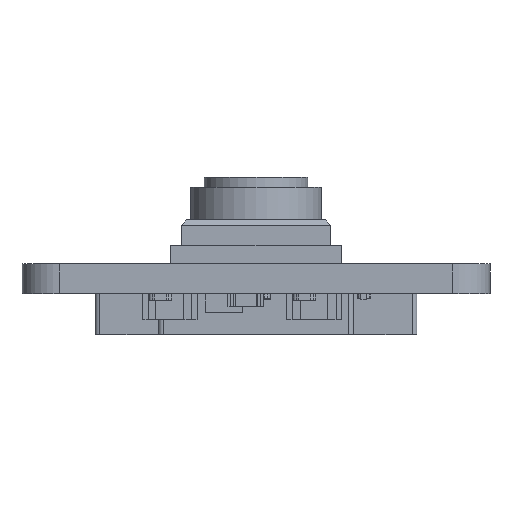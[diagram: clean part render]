
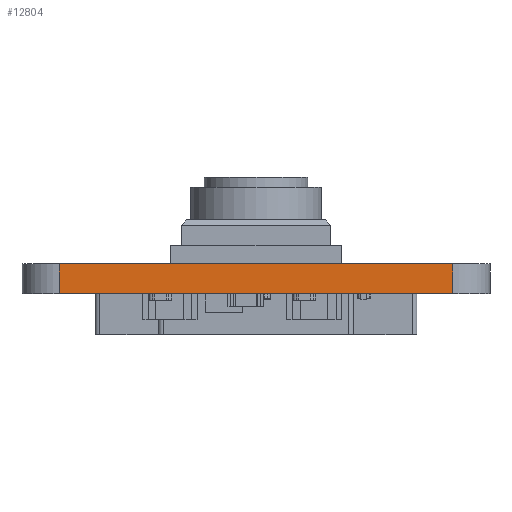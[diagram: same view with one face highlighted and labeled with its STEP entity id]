
A CAD part, front view. The second image highlights one B-rep face of the part: STEP entity #12804.
In plain terms, the highlighted planar face has unit normal (0, -1, 0).
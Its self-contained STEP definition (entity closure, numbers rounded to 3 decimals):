
#12633 = PLANE('',#12634);
#12634 = AXIS2_PLACEMENT_3D('',#12635,#12636,#12637);
#12635 = CARTESIAN_POINT('',(2.,2.,0.));
#12636 = DIRECTION('',(0.,0.,1.));
#12637 = DIRECTION('',(1.,0.,0.));
#12689 = PLANE('',#12690);
#12690 = AXIS2_PLACEMENT_3D('',#12691,#12692,#12693);
#12691 = CARTESIAN_POINT('',(2.,2.,-1.6));
#12692 = DIRECTION('',(0.,0.,1.));
#12693 = DIRECTION('',(1.,0.,0.));
#12715 = CYLINDRICAL_SURFACE('',#12716,2.);
#12716 = AXIS2_PLACEMENT_3D('',#12717,#12718,#12719);
#12717 = CARTESIAN_POINT('',(2.,2.,-1.6));
#12718 = DIRECTION('',(0.,0.,1.));
#12719 = DIRECTION('',(1.,0.,0.));
#12731 = VERTEX_POINT('',#12732);
#12732 = CARTESIAN_POINT('',(2.,0.,0.));
#12756 = VERTEX_POINT('',#12757);
#12757 = CARTESIAN_POINT('',(2.,0.,-1.6));
#12779 = EDGE_CURVE('',#12756,#12731,#12780,.T.);
#12780 = SURFACE_CURVE('',#12781,(#12785,#12792),.PCURVE_S1.);
#12781 = LINE('',#12782,#12783);
#12782 = CARTESIAN_POINT('',(2.,0.,-1.6));
#12783 = VECTOR('',#12784,1.);
#12784 = DIRECTION('',(0.,0.,1.));
#12785 = PCURVE('',#12715,#12786);
#12786 = DEFINITIONAL_REPRESENTATION('',(#12787),#12791);
#12787 = LINE('',#12788,#12789);
#12788 = CARTESIAN_POINT('',(4.712,0.));
#12789 = VECTOR('',#12790,1.);
#12790 = DIRECTION('',(0.,1.));
#12791 = ( GEOMETRIC_REPRESENTATION_CONTEXT(2) 
PARAMETRIC_REPRESENTATION_CONTEXT() REPRESENTATION_CONTEXT('2D SPACE',''
  ) );
#12792 = PCURVE('',#12793,#12798);
#12793 = PLANE('',#12794);
#12794 = AXIS2_PLACEMENT_3D('',#12795,#12796,#12797);
#12795 = CARTESIAN_POINT('',(2.,0.,-1.6));
#12796 = DIRECTION('',(0.,-1.,0.));
#12797 = DIRECTION('',(0.,0.,-1.));
#12798 = DEFINITIONAL_REPRESENTATION('',(#12799),#12803);
#12799 = LINE('',#12800,#12801);
#12800 = CARTESIAN_POINT('',(0.,0.));
#12801 = VECTOR('',#12802,1.);
#12802 = DIRECTION('',(-1.,0.));
#12803 = ( GEOMETRIC_REPRESENTATION_CONTEXT(2) 
PARAMETRIC_REPRESENTATION_CONTEXT() REPRESENTATION_CONTEXT('2D SPACE',''
  ) );
#12804 = ADVANCED_FACE('',(#12805),#12793,.T.);
#12805 = FACE_BOUND('',#12806,.T.);
#12806 = EDGE_LOOP('',(#12807,#12830,#12831,#12854));
#12807 = ORIENTED_EDGE('',*,*,#12808,.F.);
#12808 = EDGE_CURVE('',#12731,#12809,#12811,.T.);
#12809 = VERTEX_POINT('',#12810);
#12810 = CARTESIAN_POINT('',(23.,0.,0.));
#12811 = SURFACE_CURVE('',#12812,(#12816,#12823),.PCURVE_S1.);
#12812 = LINE('',#12813,#12814);
#12813 = CARTESIAN_POINT('',(2.,0.,0.));
#12814 = VECTOR('',#12815,1.);
#12815 = DIRECTION('',(1.,0.,0.));
#12816 = PCURVE('',#12793,#12817);
#12817 = DEFINITIONAL_REPRESENTATION('',(#12818),#12822);
#12818 = LINE('',#12819,#12820);
#12819 = CARTESIAN_POINT('',(-1.6,0.));
#12820 = VECTOR('',#12821,1.);
#12821 = DIRECTION('',(0.,1.));
#12822 = ( GEOMETRIC_REPRESENTATION_CONTEXT(2) 
PARAMETRIC_REPRESENTATION_CONTEXT() REPRESENTATION_CONTEXT('2D SPACE',''
  ) );
#12823 = PCURVE('',#12633,#12824);
#12824 = DEFINITIONAL_REPRESENTATION('',(#12825),#12829);
#12825 = LINE('',#12826,#12827);
#12826 = CARTESIAN_POINT('',(0.,-2.));
#12827 = VECTOR('',#12828,1.);
#12828 = DIRECTION('',(1.,0.));
#12829 = ( GEOMETRIC_REPRESENTATION_CONTEXT(2) 
PARAMETRIC_REPRESENTATION_CONTEXT() REPRESENTATION_CONTEXT('2D SPACE',''
  ) );
#12830 = ORIENTED_EDGE('',*,*,#12779,.F.);
#12831 = ORIENTED_EDGE('',*,*,#12832,.T.);
#12832 = EDGE_CURVE('',#12756,#12833,#12835,.T.);
#12833 = VERTEX_POINT('',#12834);
#12834 = CARTESIAN_POINT('',(23.,0.,-1.6));
#12835 = SURFACE_CURVE('',#12836,(#12840,#12847),.PCURVE_S1.);
#12836 = LINE('',#12837,#12838);
#12837 = CARTESIAN_POINT('',(2.,0.,-1.6));
#12838 = VECTOR('',#12839,1.);
#12839 = DIRECTION('',(1.,0.,0.));
#12840 = PCURVE('',#12793,#12841);
#12841 = DEFINITIONAL_REPRESENTATION('',(#12842),#12846);
#12842 = LINE('',#12843,#12844);
#12843 = CARTESIAN_POINT('',(0.,0.));
#12844 = VECTOR('',#12845,1.);
#12845 = DIRECTION('',(0.,1.));
#12846 = ( GEOMETRIC_REPRESENTATION_CONTEXT(2) 
PARAMETRIC_REPRESENTATION_CONTEXT() REPRESENTATION_CONTEXT('2D SPACE',''
  ) );
#12847 = PCURVE('',#12689,#12848);
#12848 = DEFINITIONAL_REPRESENTATION('',(#12849),#12853);
#12849 = LINE('',#12850,#12851);
#12850 = CARTESIAN_POINT('',(0.,-2.));
#12851 = VECTOR('',#12852,1.);
#12852 = DIRECTION('',(1.,0.));
#12853 = ( GEOMETRIC_REPRESENTATION_CONTEXT(2) 
PARAMETRIC_REPRESENTATION_CONTEXT() REPRESENTATION_CONTEXT('2D SPACE',''
  ) );
#12854 = ORIENTED_EDGE('',*,*,#12855,.T.);
#12855 = EDGE_CURVE('',#12833,#12809,#12856,.T.);
#12856 = SURFACE_CURVE('',#12857,(#12861,#12868),.PCURVE_S1.);
#12857 = LINE('',#12858,#12859);
#12858 = CARTESIAN_POINT('',(23.,0.,-1.6));
#12859 = VECTOR('',#12860,1.);
#12860 = DIRECTION('',(0.,0.,1.));
#12861 = PCURVE('',#12793,#12862);
#12862 = DEFINITIONAL_REPRESENTATION('',(#12863),#12867);
#12863 = LINE('',#12864,#12865);
#12864 = CARTESIAN_POINT('',(0.,21.));
#12865 = VECTOR('',#12866,1.);
#12866 = DIRECTION('',(-1.,0.));
#12867 = ( GEOMETRIC_REPRESENTATION_CONTEXT(2) 
PARAMETRIC_REPRESENTATION_CONTEXT() REPRESENTATION_CONTEXT('2D SPACE',''
  ) );
#12868 = PCURVE('',#12869,#12874);
#12869 = CYLINDRICAL_SURFACE('',#12870,2.);
#12870 = AXIS2_PLACEMENT_3D('',#12871,#12872,#12873);
#12871 = CARTESIAN_POINT('',(23.,2.,-1.6));
#12872 = DIRECTION('',(0.,0.,1.));
#12873 = DIRECTION('',(1.,0.,0.));
#12874 = DEFINITIONAL_REPRESENTATION('',(#12875),#12879);
#12875 = LINE('',#12876,#12877);
#12876 = CARTESIAN_POINT('',(4.712,0.));
#12877 = VECTOR('',#12878,1.);
#12878 = DIRECTION('',(0.,1.));
#12879 = ( GEOMETRIC_REPRESENTATION_CONTEXT(2) 
PARAMETRIC_REPRESENTATION_CONTEXT() REPRESENTATION_CONTEXT('2D SPACE',''
  ) );
